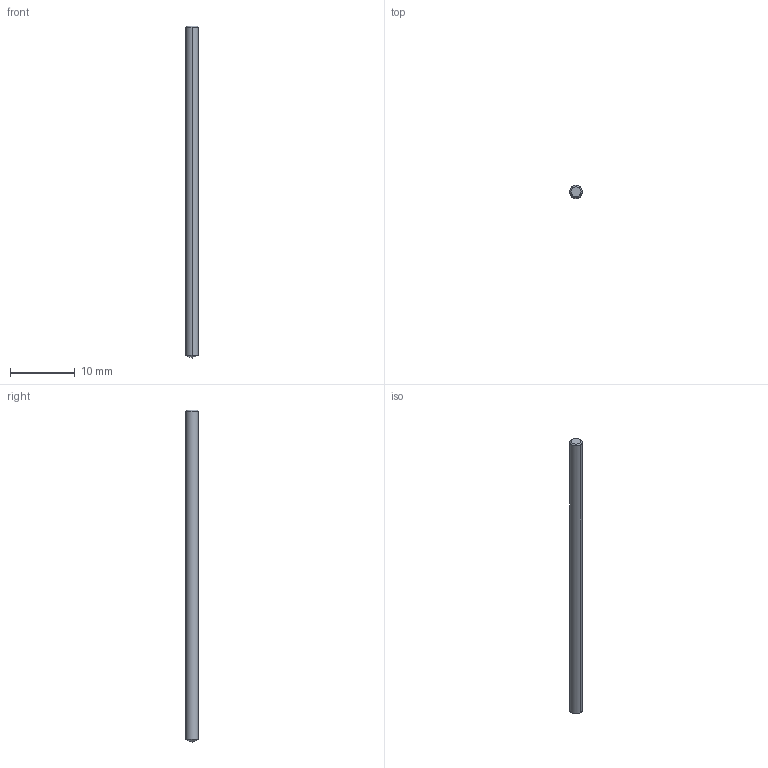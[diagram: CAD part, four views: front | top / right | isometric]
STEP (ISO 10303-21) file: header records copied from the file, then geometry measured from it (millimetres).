
FILE_DESCRIPTION (( 'STEP AP214' ), '1' );
FILE_NAME ('03-0331.STEP', '2020-07-23T06:50:34', ( '' ), ( '' ), 'SwSTEP 2.0', 'SolidWorks 2014', '' );
FILE_SCHEMA (( 'AUTOMOTIVE_DESIGN' ));
Length unit declared in the file: millimetre
Products named in the file (1): 03-0331
Bounding box: 1.93 x 1.93 x 51.2 mm (x, y, z)
Volume: 149 mm3; surface area: 313.4 mm2
Topology: 1 solids, 1 shells, 7 faces, 14 edges, 7 vertices
Faces by surface type: cone 4, cylinder 2, plane 1
Entity records: 202 total; most frequent: DIRECTION 34, CARTESIAN_POINT 27, ORIENTED_EDGE 24, AXIS2_PLACEMENT_3D 14, EDGE_CURVE 12, VERTEX_POINT 7, ADVANCED_FACE 7, FACE_OUTER_BOUND 7
